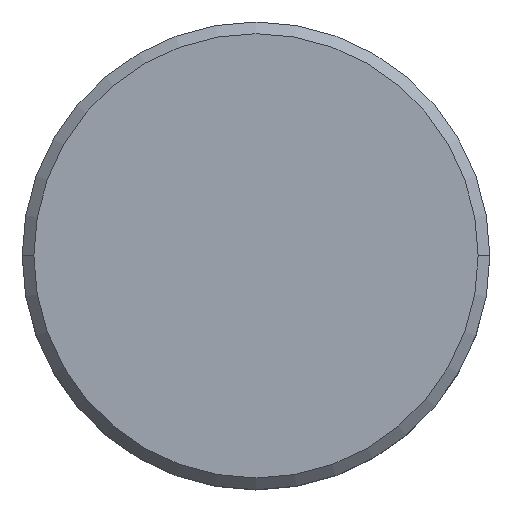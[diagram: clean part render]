
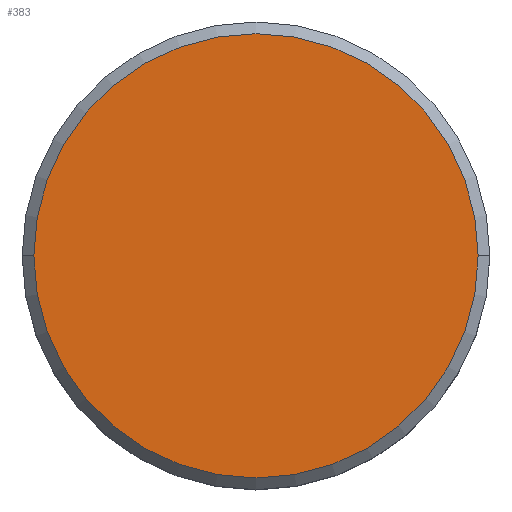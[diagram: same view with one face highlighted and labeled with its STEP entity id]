
A CAD part, top view. The second image highlights one B-rep face of the part: STEP entity #383.
In plain terms, the highlighted planar face has unit normal (0, 0, 1).
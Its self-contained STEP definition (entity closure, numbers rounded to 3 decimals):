
#23 = DIRECTION ( 'NONE',  ( 0., 0., 1. ) ) ;
#60 = CARTESIAN_POINT ( 'NONE',  ( 0., 0., 0. ) ) ;
#85 = FACE_OUTER_BOUND ( 'NONE', #225, .T. ) ;
#108 = PLANE ( 'NONE',  #385 ) ;
#114 = DIRECTION ( 'NONE',  ( 0., 0., 1. ) ) ;
#144 = CIRCLE ( 'NONE', #249, 9.5 ) ;
#219 = CARTESIAN_POINT ( 'NONE',  ( 0., 0., 0. ) ) ;
#225 = EDGE_LOOP ( 'NONE', ( #252, #329 ) ) ;
#226 = CARTESIAN_POINT ( 'NONE',  ( -9.5, 0., 0. ) ) ;
#247 = EDGE_CURVE ( 'NONE', #412, #258, #255, .T. ) ;
#249 = AXIS2_PLACEMENT_3D ( 'NONE', #60, #23, #451 ) ;
#252 = ORIENTED_EDGE ( 'NONE', *, *, #247, .T. ) ;
#255 = CIRCLE ( 'NONE', #301, 9.5 ) ;
#258 = VERTEX_POINT ( 'NONE', #401 ) ;
#284 = DIRECTION ( 'NONE',  ( 1., 0., 0. ) ) ;
#301 = AXIS2_PLACEMENT_3D ( 'NONE', #366, #114, #284 ) ;
#329 = ORIENTED_EDGE ( 'NONE', *, *, #422, .T. ) ;
#366 = CARTESIAN_POINT ( 'NONE',  ( 0., 0., 0. ) ) ;
#383 = ADVANCED_FACE ( 'NONE', ( #85 ), #108, .T. ) ;
#385 = AXIS2_PLACEMENT_3D ( 'NONE', #219, #390, #439 ) ;
#390 = DIRECTION ( 'NONE',  ( 0., 0., 1. ) ) ;
#401 = CARTESIAN_POINT ( 'NONE',  ( 9.5, 0., 0. ) ) ;
#412 = VERTEX_POINT ( 'NONE', #226 ) ;
#422 = EDGE_CURVE ( 'NONE', #258, #412, #144, .T. ) ;
#439 = DIRECTION ( 'NONE',  ( 1., 0., 0. ) ) ;
#451 = DIRECTION ( 'NONE',  ( 1., 0., 0. ) ) ;
